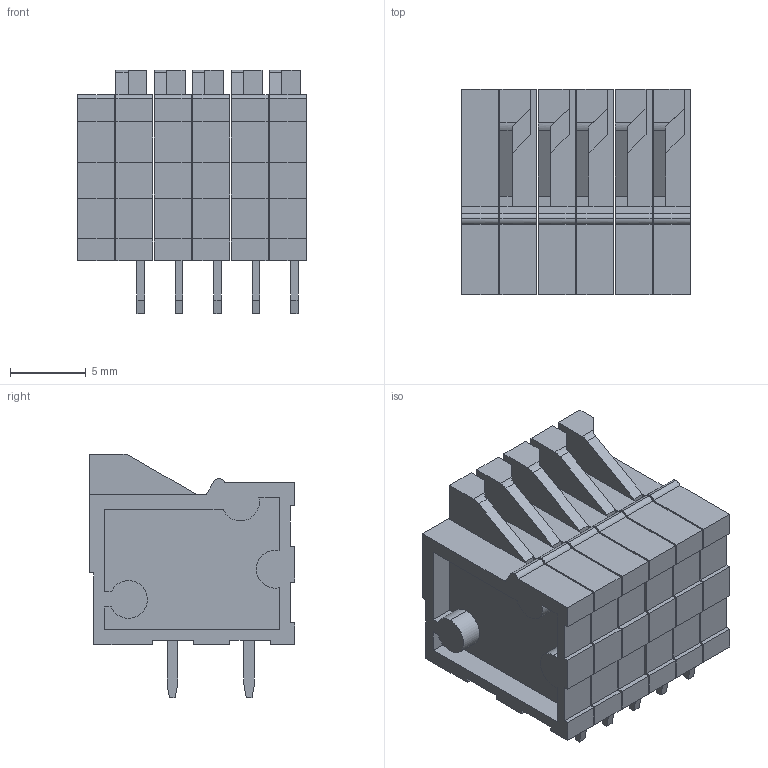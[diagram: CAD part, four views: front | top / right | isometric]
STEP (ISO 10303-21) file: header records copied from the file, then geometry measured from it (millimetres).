
FILE_DESCRIPTION(('TFLEX Exchange Step'),'2;1');
FILE_NAME('DG141R-5-2.54.step', '2021-03-25T09:55:58+04:00',('User'),('Unknown organisation'),'TFLEX Exchange 2019.0','T-FLEX CAD','Unknown authorisation');
FILE_SCHEMA( ('AUTOMOTIVE_DESIGN { 1 0 10303 214 1 1 1 1 }') );
Length unit declared in the file: millimetre
Products named in the file (1): BUFFER:00000095D3A5C3E0 
Bounding box: 15.14 x 13.6 x 16.1 mm (x, y, z)
Volume: 1843 mm3; surface area: 3112.3 mm2
Topology: 21 solids, 21 shells, 393 faces, 1015 edges, 670 vertices
Faces by surface type: plane 351, cylinder 27, cone 15
Full cylindrical faces by diameter (mm): 1.6 x5
Entity records: 13703 total; most frequent: CARTESIAN_POINT 6078, ORIENTED_EDGE 2030, B_SPLINE_CURVE_WITH_KNOTS 1015, EDGE_CURVE 1015, DIRECTION 788, VERTEX_POINT 670, EDGE_LOOP 399, FACE_BOUND 399
